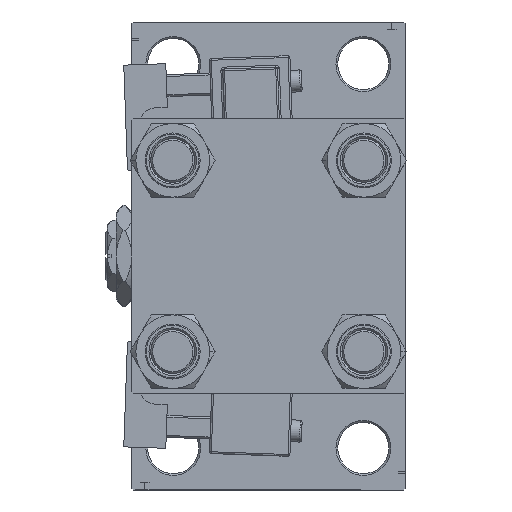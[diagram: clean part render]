
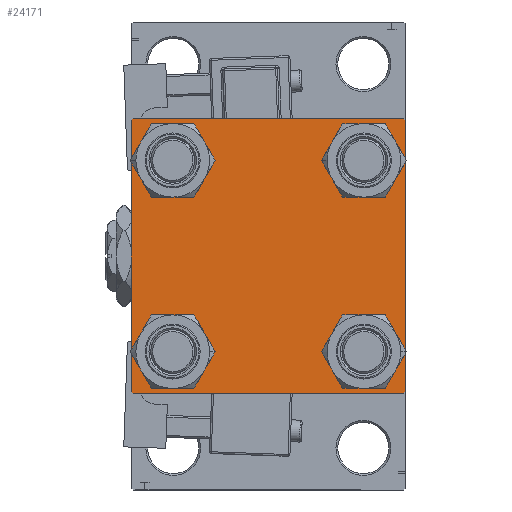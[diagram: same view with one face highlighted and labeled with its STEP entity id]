
A CAD part, left-side view. The second image highlights one B-rep face of the part: STEP entity #24171.
In plain terms, the highlighted planar face has unit normal (-1, 0, 0).
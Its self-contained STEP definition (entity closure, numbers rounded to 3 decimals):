
#939 = PLANE ( 'NONE',  #14988 ) ;
#1399 = DIRECTION ( 'NONE',  ( 0., 0., 1. ) ) ;
#2197 = CARTESIAN_POINT ( 'NONE',  ( 0., -26.15, 26.15 ) ) ;
#2211 = LINE ( 'NONE', #39278, #39807 ) ;
#2426 = CARTESIAN_POINT ( 'NONE',  ( 0., 26.15, -26.15 ) ) ;
#2555 = AXIS2_PLACEMENT_3D ( 'NONE', #29176, #12525, #24614 ) ;
#3225 = CARTESIAN_POINT ( 'NONE',  ( 0., 26.15, -26.15 ) ) ;
#3383 = EDGE_CURVE ( 'NONE', #42900, #41443, #22134, .T. ) ;
#4124 = VERTEX_POINT ( 'NONE', #13198 ) ;
#4178 = VERTEX_POINT ( 'NONE', #42761 ) ;
#4263 = DIRECTION ( 'NONE',  ( 0., 0., 1. ) ) ;
#4663 = EDGE_CURVE ( 'NONE', #17330, #32246, #34022, .T. ) ;
#4896 = DIRECTION ( 'NONE',  ( 0., -0.707, -0.707 ) ) ;
#5649 = VECTOR ( 'NONE', #14983, 1000. ) ;
#5693 = AXIS2_PLACEMENT_3D ( 'NONE', #2197, #34978, #1399 ) ;
#5772 = VECTOR ( 'NONE', #22681, 1000. ) ;
#6164 = VERTEX_POINT ( 'NONE', #7045 ) ;
#6307 = CARTESIAN_POINT ( 'NONE',  ( 0., -37.5, 37.5 ) ) ;
#6935 = CARTESIAN_POINT ( 'NONE',  ( 0., -26.15, -26.15 ) ) ;
#7045 = CARTESIAN_POINT ( 'NONE',  ( 0., 26.15, 19.65 ) ) ;
#7335 = VECTOR ( 'NONE', #29578, 1000. ) ;
#8240 = CARTESIAN_POINT ( 'NONE',  ( 0., -37.5, 37. ) ) ;
#8262 = ORIENTED_EDGE ( 'NONE', *, *, #17267, .T. ) ;
#8809 = DIRECTION ( 'NONE',  ( 1., 0., 0. ) ) ;
#8924 = LINE ( 'NONE', #41716, #28519 ) ;
#9125 = CARTESIAN_POINT ( 'NONE',  ( 0., 26.15, -32.65 ) ) ;
#10189 = EDGE_CURVE ( 'NONE', #6164, #51604, #38584, .T. ) ;
#10322 = ORIENTED_EDGE ( 'NONE', *, *, #52615, .T. ) ;
#10987 = AXIS2_PLACEMENT_3D ( 'NONE', #3225, #15575, #24700 ) ;
#11924 = ORIENTED_EDGE ( 'NONE', *, *, #26830, .T. ) ;
#12054 = VERTEX_POINT ( 'NONE', #35792 ) ;
#12173 = ORIENTED_EDGE ( 'NONE', *, *, #21869, .T. ) ;
#12525 = DIRECTION ( 'NONE',  ( 1., 0., 0. ) ) ;
#13076 = DIRECTION ( 'NONE',  ( 0., 0., -1. ) ) ;
#13198 = CARTESIAN_POINT ( 'NONE',  ( 0., 37., -37.5 ) ) ;
#13484 = ORIENTED_EDGE ( 'NONE', *, *, #31773, .T. ) ;
#14229 = EDGE_CURVE ( 'NONE', #31250, #12054, #49085, .T. ) ;
#14502 = CARTESIAN_POINT ( 'NONE',  ( 0., 26.15, 26.15 ) ) ;
#14983 = DIRECTION ( 'NONE',  ( 0., 0.707, -0.707 ) ) ;
#14988 = AXIS2_PLACEMENT_3D ( 'NONE', #41774, #16787, #20814 ) ;
#15575 = DIRECTION ( 'NONE',  ( 1., 0., 0. ) ) ;
#15689 = VERTEX_POINT ( 'NONE', #37167 ) ;
#16195 = EDGE_CURVE ( 'NONE', #46535, #31375, #22494, .T. ) ;
#16787 = DIRECTION ( 'NONE',  ( -1., 0., 0. ) ) ;
#16838 = CARTESIAN_POINT ( 'NONE',  ( 0., 37.5, 37. ) ) ;
#16906 = AXIS2_PLACEMENT_3D ( 'NONE', #41075, #8809, #4263 ) ;
#17267 = EDGE_CURVE ( 'NONE', #26895, #17330, #35147, .T. ) ;
#17330 = VERTEX_POINT ( 'NONE', #16838 ) ;
#17477 = VECTOR ( 'NONE', #27051, 1000. ) ;
#17778 = AXIS2_PLACEMENT_3D ( 'NONE', #2426, #38690, #42737 ) ;
#19399 = CIRCLE ( 'NONE', #21945, 6.5 ) ;
#19771 = CARTESIAN_POINT ( 'NONE',  ( 0., -26.15, -32.65 ) ) ;
#20044 = EDGE_LOOP ( 'NONE', ( #23456, #32154 ) ) ;
#20814 = DIRECTION ( 'NONE',  ( 0., 0., 1. ) ) ;
#21852 = FACE_BOUND ( 'NONE', #20044, .T. ) ;
#21869 = EDGE_CURVE ( 'NONE', #50312, #36137, #2211, .T. ) ;
#21945 = AXIS2_PLACEMENT_3D ( 'NONE', #14502, #26585, #27114 ) ;
#22134 = CIRCLE ( 'NONE', #10987, 6.5 ) ;
#22139 = ORIENTED_EDGE ( 'NONE', *, *, #25273, .F. ) ;
#22409 = LINE ( 'NONE', #6307, #5772 ) ;
#22494 = LINE ( 'NONE', #31081, #17477 ) ;
#22673 = LINE ( 'NONE', #35051, #52877 ) ;
#22681 = DIRECTION ( 'NONE',  ( 0., 0., -1. ) ) ;
#23456 = ORIENTED_EDGE ( 'NONE', *, *, #49852, .T. ) ;
#23913 = EDGE_LOOP ( 'NONE', ( #37402, #30569 ) ) ;
#24171 = ADVANCED_FACE ( 'NONE', ( #50106, #21852, #46334, #45295, #41504 ), #939, .T. ) ;
#24256 = ORIENTED_EDGE ( 'NONE', *, *, #30374, .T. ) ;
#24614 = DIRECTION ( 'NONE',  ( 0., 0., 1. ) ) ;
#24700 = DIRECTION ( 'NONE',  ( 0., 0., 1. ) ) ;
#25273 = EDGE_CURVE ( 'NONE', #26895, #31375, #22673, .T. ) ;
#26585 = DIRECTION ( 'NONE',  ( 1., 0., 0. ) ) ;
#26830 = EDGE_CURVE ( 'NONE', #51604, #6164, #19399, .T. ) ;
#26832 = DIRECTION ( 'NONE',  ( 0., 0., 1. ) ) ;
#26895 = VERTEX_POINT ( 'NONE', #28977 ) ;
#27051 = DIRECTION ( 'NONE',  ( 0., 0.707, 0.707 ) ) ;
#27114 = DIRECTION ( 'NONE',  ( 0., 0., 1. ) ) ;
#27499 = ORIENTED_EDGE ( 'NONE', *, *, #4663, .T. ) ;
#27603 = DIRECTION ( 'NONE',  ( 1., 0., 0. ) ) ;
#28519 = VECTOR ( 'NONE', #4896, 1000. ) ;
#28977 = CARTESIAN_POINT ( 'NONE',  ( 0., 37., 37.5 ) ) ;
#29176 = CARTESIAN_POINT ( 'NONE',  ( 0., 26.15, 26.15 ) ) ;
#29578 = DIRECTION ( 'NONE',  ( 0., -1., 0. ) ) ;
#30374 = EDGE_CURVE ( 'NONE', #15689, #4178, #46055, .T. ) ;
#30569 = ORIENTED_EDGE ( 'NONE', *, *, #3383, .T. ) ;
#30598 = CARTESIAN_POINT ( 'NONE',  ( 0., -26.15, -26.15 ) ) ;
#31081 = CARTESIAN_POINT ( 'NONE',  ( 0., -37.25, 37.25 ) ) ;
#31250 = VERTEX_POINT ( 'NONE', #19771 ) ;
#31375 = VERTEX_POINT ( 'NONE', #38267 ) ;
#31468 = DIRECTION ( 'NONE',  ( 0., -0.707, 0.707 ) ) ;
#31773 = EDGE_CURVE ( 'NONE', #4178, #15689, #52951, .T. ) ;
#32154 = ORIENTED_EDGE ( 'NONE', *, *, #14229, .T. ) ;
#32246 = VERTEX_POINT ( 'NONE', #42069 ) ;
#32438 = EDGE_CURVE ( 'NONE', #46535, #36137, #22409, .T. ) ;
#32960 = ORIENTED_EDGE ( 'NONE', *, *, #42580, .T. ) ;
#33107 = EDGE_CURVE ( 'NONE', #41443, #42900, #40958, .T. ) ;
#33600 = AXIS2_PLACEMENT_3D ( 'NONE', #30598, #34388, #26832 ) ;
#33833 = AXIS2_PLACEMENT_3D ( 'NONE', #6935, #27603, #39710 ) ;
#34022 = LINE ( 'NONE', #50438, #52984 ) ;
#34388 = DIRECTION ( 'NONE',  ( 1., 0., 0. ) ) ;
#34423 = LINE ( 'NONE', #46786, #7335 ) ;
#34978 = DIRECTION ( 'NONE',  ( 1., 0., 0. ) ) ;
#35051 = CARTESIAN_POINT ( 'NONE',  ( 0., 37.5, 37.5 ) ) ;
#35147 = LINE ( 'NONE', #51831, #5649 ) ;
#35792 = CARTESIAN_POINT ( 'NONE',  ( 0., -26.15, -19.65 ) ) ;
#36137 = VERTEX_POINT ( 'NONE', #38618 ) ;
#36854 = CARTESIAN_POINT ( 'NONE',  ( 0., 26.15, 32.65 ) ) ;
#37167 = CARTESIAN_POINT ( 'NONE',  ( 0., -26.15, 32.65 ) ) ;
#37402 = ORIENTED_EDGE ( 'NONE', *, *, #33107, .T. ) ;
#38267 = CARTESIAN_POINT ( 'NONE',  ( 0., -37., 37.5 ) ) ;
#38584 = CIRCLE ( 'NONE', #2555, 6.5 ) ;
#38618 = CARTESIAN_POINT ( 'NONE',  ( 0., -37.5, -37. ) ) ;
#38690 = DIRECTION ( 'NONE',  ( 1., 0., 0. ) ) ;
#38729 = ORIENTED_EDGE ( 'NONE', *, *, #32438, .F. ) ;
#39278 = CARTESIAN_POINT ( 'NONE',  ( 0., -37.25, -37.25 ) ) ;
#39710 = DIRECTION ( 'NONE',  ( 0., 0., 1. ) ) ;
#39807 = VECTOR ( 'NONE', #31468, 1000. ) ;
#40333 = EDGE_LOOP ( 'NONE', ( #11924, #52528 ) ) ;
#40958 = CIRCLE ( 'NONE', #17778, 6.5 ) ;
#41075 = CARTESIAN_POINT ( 'NONE',  ( 0., -26.15, 26.15 ) ) ;
#41443 = VERTEX_POINT ( 'NONE', #42139 ) ;
#41504 = FACE_OUTER_BOUND ( 'NONE', #46228, .T. ) ;
#41716 = CARTESIAN_POINT ( 'NONE',  ( 0., 37.25, -37.25 ) ) ;
#41774 = CARTESIAN_POINT ( 'NONE',  ( 0., 0., 0. ) ) ;
#42069 = CARTESIAN_POINT ( 'NONE',  ( 0., 37.5, -37. ) ) ;
#42139 = CARTESIAN_POINT ( 'NONE',  ( 0., 26.15, -19.65 ) ) ;
#42580 = EDGE_CURVE ( 'NONE', #32246, #4124, #8924, .T. ) ;
#42592 = EDGE_LOOP ( 'NONE', ( #24256, #13484 ) ) ;
#42737 = DIRECTION ( 'NONE',  ( 0., 0., 1. ) ) ;
#42761 = CARTESIAN_POINT ( 'NONE',  ( 0., -26.15, 19.65 ) ) ;
#42900 = VERTEX_POINT ( 'NONE', #9125 ) ;
#43913 = DIRECTION ( 'NONE',  ( 0., -1., 0. ) ) ;
#45295 = FACE_BOUND ( 'NONE', #40333, .T. ) ;
#45851 = CIRCLE ( 'NONE', #33833, 6.5 ) ;
#46055 = CIRCLE ( 'NONE', #5693, 6.5 ) ;
#46228 = EDGE_LOOP ( 'NONE', ( #27499, #32960, #10322, #12173, #38729, #50667, #22139, #8262 ) ) ;
#46334 = FACE_BOUND ( 'NONE', #23913, .T. ) ;
#46535 = VERTEX_POINT ( 'NONE', #8240 ) ;
#46786 = CARTESIAN_POINT ( 'NONE',  ( 0., 37.5, -37.5 ) ) ;
#49085 = CIRCLE ( 'NONE', #33600, 6.5 ) ;
#49841 = CARTESIAN_POINT ( 'NONE',  ( 0., -37., -37.5 ) ) ;
#49852 = EDGE_CURVE ( 'NONE', #12054, #31250, #45851, .T. ) ;
#50106 = FACE_BOUND ( 'NONE', #42592, .T. ) ;
#50312 = VERTEX_POINT ( 'NONE', #49841 ) ;
#50438 = CARTESIAN_POINT ( 'NONE',  ( 0., 37.5, 37.5 ) ) ;
#50667 = ORIENTED_EDGE ( 'NONE', *, *, #16195, .T. ) ;
#51604 = VERTEX_POINT ( 'NONE', #36854 ) ;
#51831 = CARTESIAN_POINT ( 'NONE',  ( 0., 37.25, 37.25 ) ) ;
#52528 = ORIENTED_EDGE ( 'NONE', *, *, #10189, .T. ) ;
#52615 = EDGE_CURVE ( 'NONE', #4124, #50312, #34423, .T. ) ;
#52877 = VECTOR ( 'NONE', #43913, 1000. ) ;
#52951 = CIRCLE ( 'NONE', #16906, 6.5 ) ;
#52984 = VECTOR ( 'NONE', #13076, 1000. ) ;
